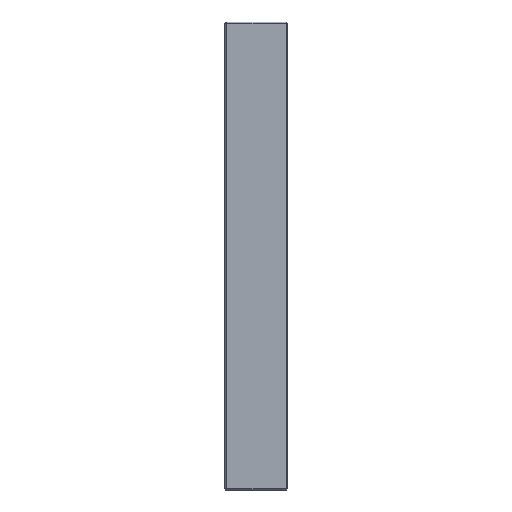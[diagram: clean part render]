
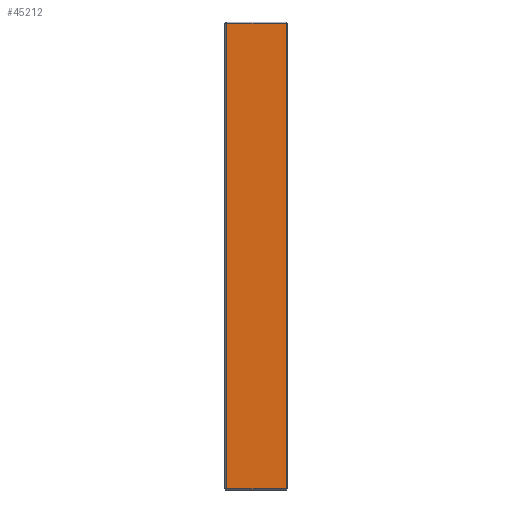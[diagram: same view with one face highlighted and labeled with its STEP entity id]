
A CAD part, front view. The second image highlights one B-rep face of the part: STEP entity #45212.
In plain terms, the highlighted planar face has unit normal (0, -1, 0).
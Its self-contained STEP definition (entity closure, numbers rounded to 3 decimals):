
#36221 = PLANE('',#36222);
#36222 = AXIS2_PLACEMENT_3D('',#36223,#36224,#36225);
#36223 = CARTESIAN_POINT('',(3.,-5.95,0.05));
#36224 = DIRECTION('',(0.,0.707,0.707));
#36225 = DIRECTION('',(1.,0.,0.));
#36529 = PLANE('',#36530);
#36530 = AXIS2_PLACEMENT_3D('',#36531,#36532,#36533);
#36531 = CARTESIAN_POINT('',(3.,-5.95,44.95));
#36532 = DIRECTION('',(0.,-0.707,
    0.707));
#36533 = DIRECTION('',(1.,0.,0.));
#36816 = PLANE('',#36817);
#36817 = AXIS2_PLACEMENT_3D('',#36818,#36819,#36820);
#36818 = CARTESIAN_POINT('',(-2.9,-5.9,0.));
#36819 = DIRECTION('',(-0.707,-0.707,0.));
#36820 = DIRECTION('',(0.,0.,1.));
#39861 = VERTEX_POINT('',#39862);
#39862 = CARTESIAN_POINT('',(2.9,-6.,0.1));
#39883 = EDGE_CURVE('',#39861,#39884,#39886,.T.);
#39884 = VERTEX_POINT('',#39885);
#39885 = CARTESIAN_POINT('',(-2.8,-6.,0.1));
#39886 = SURFACE_CURVE('',#39887,(#39891,#39898),.PCURVE_S1.);
#39887 = LINE('',#39888,#39889);
#39888 = CARTESIAN_POINT('',(3.,-6.,0.1));
#39889 = VECTOR('',#39890,1.);
#39890 = DIRECTION('',(-1.,0.,0.));
#39891 = PCURVE('',#36221,#39892);
#39892 = DEFINITIONAL_REPRESENTATION('',(#39893),#39897);
#39893 = LINE('',#39894,#39895);
#39894 = CARTESIAN_POINT('',(0.,-0.071));
#39895 = VECTOR('',#39896,1.);
#39896 = DIRECTION('',(-1.,0.));
#39897 = ( GEOMETRIC_REPRESENTATION_CONTEXT(2) 
PARAMETRIC_REPRESENTATION_CONTEXT() REPRESENTATION_CONTEXT('2D SPACE',''
  ) );
#39898 = PCURVE('',#39899,#39904);
#39899 = PLANE('',#39900);
#39900 = AXIS2_PLACEMENT_3D('',#39901,#39902,#39903);
#39901 = CARTESIAN_POINT('',(3.,-6.,0.));
#39902 = DIRECTION('',(0.,-1.,0.));
#39903 = DIRECTION('',(-1.,0.,0.));
#39904 = DEFINITIONAL_REPRESENTATION('',(#39905),#39909);
#39905 = LINE('',#39906,#39907);
#39906 = CARTESIAN_POINT('',(0.,-0.1));
#39907 = VECTOR('',#39908,1.);
#39908 = DIRECTION('',(1.,0.));
#39909 = ( GEOMETRIC_REPRESENTATION_CONTEXT(2) 
PARAMETRIC_REPRESENTATION_CONTEXT() REPRESENTATION_CONTEXT('2D SPACE',''
  ) );
#40176 = VERTEX_POINT('',#40177);
#40177 = CARTESIAN_POINT('',(2.9,-6.,44.9));
#40198 = EDGE_CURVE('',#40176,#40199,#40201,.T.);
#40199 = VERTEX_POINT('',#40200);
#40200 = CARTESIAN_POINT('',(-2.8,-6.,44.9));
#40201 = SURFACE_CURVE('',#40202,(#40206,#40213),.PCURVE_S1.);
#40202 = LINE('',#40203,#40204);
#40203 = CARTESIAN_POINT('',(3.,-6.,44.9));
#40204 = VECTOR('',#40205,1.);
#40205 = DIRECTION('',(-1.,0.,0.));
#40206 = PCURVE('',#36529,#40207);
#40207 = DEFINITIONAL_REPRESENTATION('',(#40208),#40212);
#40208 = LINE('',#40209,#40210);
#40209 = CARTESIAN_POINT('',(0.,-0.071));
#40210 = VECTOR('',#40211,1.);
#40211 = DIRECTION('',(-1.,0.));
#40212 = ( GEOMETRIC_REPRESENTATION_CONTEXT(2) 
PARAMETRIC_REPRESENTATION_CONTEXT() REPRESENTATION_CONTEXT('2D SPACE',''
  ) );
#40213 = PCURVE('',#39899,#40214);
#40214 = DEFINITIONAL_REPRESENTATION('',(#40215),#40219);
#40215 = LINE('',#40216,#40217);
#40216 = CARTESIAN_POINT('',(0.,-44.9));
#40217 = VECTOR('',#40218,1.);
#40218 = DIRECTION('',(1.,0.));
#40219 = ( GEOMETRIC_REPRESENTATION_CONTEXT(2) 
PARAMETRIC_REPRESENTATION_CONTEXT() REPRESENTATION_CONTEXT('2D SPACE',''
  ) );
#40355 = EDGE_CURVE('',#39884,#40199,#40356,.T.);
#40356 = SURFACE_CURVE('',#40357,(#40361,#40368),.PCURVE_S1.);
#40357 = LINE('',#40358,#40359);
#40358 = CARTESIAN_POINT('',(-2.8,-6.,0.));
#40359 = VECTOR('',#40360,1.);
#40360 = DIRECTION('',(0.,0.,1.));
#40361 = PCURVE('',#36816,#40362);
#40362 = DEFINITIONAL_REPRESENTATION('',(#40363),#40367);
#40363 = LINE('',#40364,#40365);
#40364 = CARTESIAN_POINT('',(0.,-0.141));
#40365 = VECTOR('',#40366,1.);
#40366 = DIRECTION('',(1.,0.));
#40367 = ( GEOMETRIC_REPRESENTATION_CONTEXT(2) 
PARAMETRIC_REPRESENTATION_CONTEXT() REPRESENTATION_CONTEXT('2D SPACE',''
  ) );
#40368 = PCURVE('',#39899,#40369);
#40369 = DEFINITIONAL_REPRESENTATION('',(#40370),#40374);
#40370 = LINE('',#40371,#40372);
#40371 = CARTESIAN_POINT('',(5.8,0.));
#40372 = VECTOR('',#40373,1.);
#40373 = DIRECTION('',(0.,-1.));
#40374 = ( GEOMETRIC_REPRESENTATION_CONTEXT(2) 
PARAMETRIC_REPRESENTATION_CONTEXT() REPRESENTATION_CONTEXT('2D SPACE',''
  ) );
#45081 = PLANE('',#45082);
#45082 = AXIS2_PLACEMENT_3D('',#45083,#45084,#45085);
#45083 = CARTESIAN_POINT('',(2.95,-5.95,0.));
#45084 = DIRECTION('',(0.707,-0.707,0.));
#45085 = DIRECTION('',(0.,0.,1.));
#45212 = ADVANCED_FACE('',(#45213),#39899,.T.);
#45213 = FACE_BOUND('',#45214,.T.);
#45214 = EDGE_LOOP('',(#45215,#45236,#45237,#45238));
#45215 = ORIENTED_EDGE('',*,*,#45216,.T.);
#45216 = EDGE_CURVE('',#39861,#40176,#45217,.T.);
#45217 = SURFACE_CURVE('',#45218,(#45222,#45229),.PCURVE_S1.);
#45218 = LINE('',#45219,#45220);
#45219 = CARTESIAN_POINT('',(2.9,-6.,0.));
#45220 = VECTOR('',#45221,1.);
#45221 = DIRECTION('',(0.,0.,1.));
#45222 = PCURVE('',#39899,#45223);
#45223 = DEFINITIONAL_REPRESENTATION('',(#45224),#45228);
#45224 = LINE('',#45225,#45226);
#45225 = CARTESIAN_POINT('',(0.1,0.));
#45226 = VECTOR('',#45227,1.);
#45227 = DIRECTION('',(0.,-1.));
#45228 = ( GEOMETRIC_REPRESENTATION_CONTEXT(2) 
PARAMETRIC_REPRESENTATION_CONTEXT() REPRESENTATION_CONTEXT('2D SPACE',''
  ) );
#45229 = PCURVE('',#45081,#45230);
#45230 = DEFINITIONAL_REPRESENTATION('',(#45231),#45235);
#45231 = LINE('',#45232,#45233);
#45232 = CARTESIAN_POINT('',(0.,0.071));
#45233 = VECTOR('',#45234,1.);
#45234 = DIRECTION('',(1.,0.));
#45235 = ( GEOMETRIC_REPRESENTATION_CONTEXT(2) 
PARAMETRIC_REPRESENTATION_CONTEXT() REPRESENTATION_CONTEXT('2D SPACE',''
  ) );
#45236 = ORIENTED_EDGE('',*,*,#40198,.T.);
#45237 = ORIENTED_EDGE('',*,*,#40355,.F.);
#45238 = ORIENTED_EDGE('',*,*,#39883,.F.);
